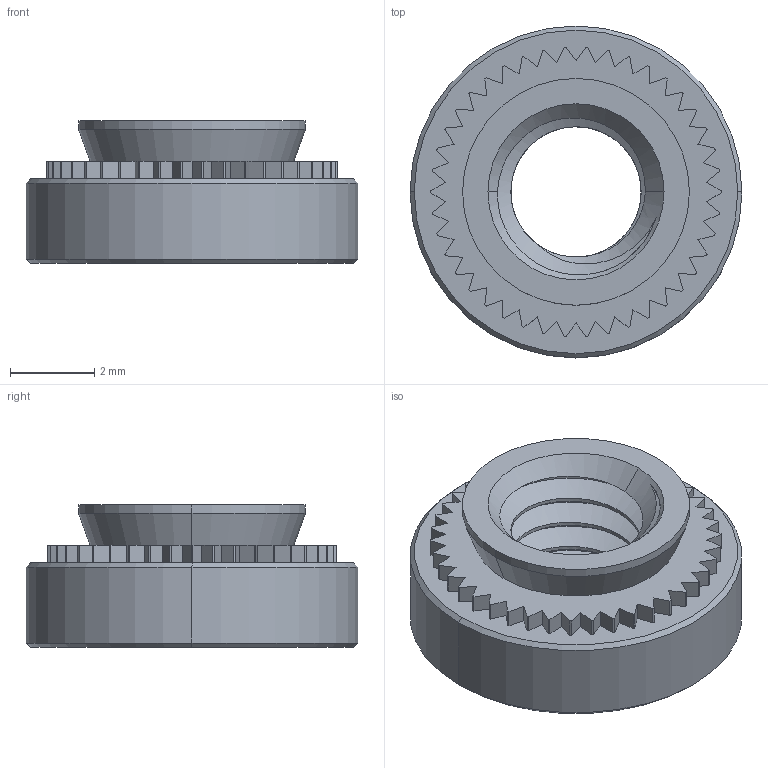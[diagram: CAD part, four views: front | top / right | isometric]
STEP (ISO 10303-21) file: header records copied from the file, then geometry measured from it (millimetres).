
FILE_DESCRIPTION (( 'STEP AP203' ), '1' );
FILE_NAME ('96439A650_18-8 Stainless Steel Press-Fit Nut for Sheet Metal.STEP', '2023-02-09T20:06:05', ( 'Administrator' ), ( 'Managed by Terraform' ), 'SwSTEP 2.0', 'SolidWorks 2017', '' );
FILE_SCHEMA (( 'CONFIG_CONTROL_DESIGN' ));
Length unit declared in the file: millimetre
Products named in the file (1): 96439A650_18-8 Stainless Steel Press-Fit Nut for Sheet Metal
Bounding box: 7.87 x 7.87 x 3.38 mm (x, y, z)
Volume: 95.9 mm3; surface area: 215.4 mm2
Topology: 1 solids, 1 shells, 159 faces, 459 edges, 304 vertices
Faces by surface type: plane 88, cylinder 57, cone 11, bspline 3
Entity records: 6013 total; most frequent: CARTESIAN_POINT 1746, ORIENTED_EDGE 918, DIRECTION 845, EDGE_CURVE 459, LINE 319, VECTOR 319, VERTEX_POINT 304, AXIS2_PLACEMENT_3D 263
